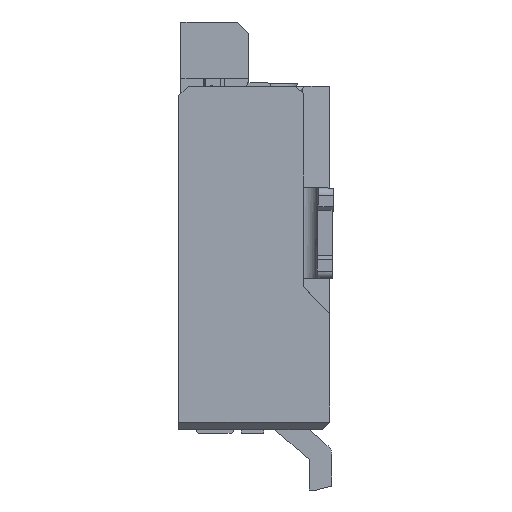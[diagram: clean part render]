
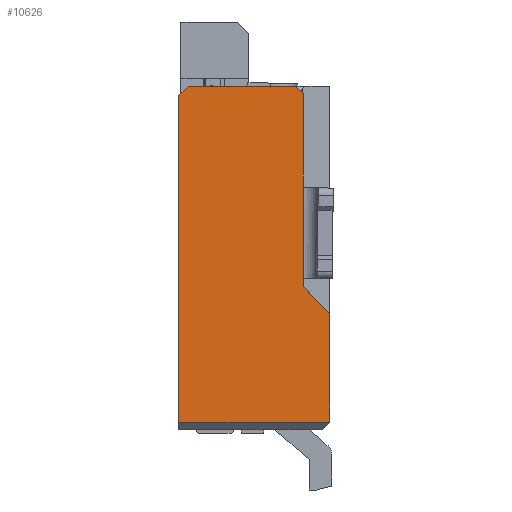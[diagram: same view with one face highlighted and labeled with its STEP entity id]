
A CAD part, left-side view. The second image highlights one B-rep face of the part: STEP entity #10626.
In plain terms, the highlighted planar face has unit normal (-1, 0, 0).
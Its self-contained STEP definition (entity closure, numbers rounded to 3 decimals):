
#2201 = EDGE_LOOP ( 'NONE', ( #64287, #64289, #64291, #64293, #64295, #64297, #64299, #64301, #64303 ) ) ;
#10626 = ADVANCED_FACE ( 'NONE', ( #15345 ), #18949, .T. ) ;
#15345 = FACE_OUTER_BOUND ( 'NONE', #2201, .T. ) ;
#17407 = AXIS2_PLACEMENT_3D ( 'NONE', #18952, #18958, #18959 ) ;
#18949 = PLANE ( 'NONE',  #17407 ) ;
#18952 = CARTESIAN_POINT ( 'NONE',  ( -12.34, -1.95, 2.58 ) ) ;
#18958 = DIRECTION ( 'NONE',  ( -1., 0., 0. ) ) ;
#18959 = DIRECTION ( 'NONE',  ( 0., 0., -1. ) ) ;
#28054 = EDGE_CURVE ( 'NONE', #64080, #64079, #28601, .T. ) ;
#28601 = LINE ( 'NONE', #30531, #28603 ) ;
#28603 = VECTOR ( 'NONE', #30533, 1000. ) ;
#29080 = VERTEX_POINT ( 'NONE', #31507 ) ;
#29085 = VERTEX_POINT ( 'NONE', #31510 ) ;
#29254 = VERTEX_POINT ( 'NONE', #31604 ) ;
#29261 = VERTEX_POINT ( 'NONE', #31608 ) ;
#29263 = VERTEX_POINT ( 'NONE', #31609 ) ;
#29912 = LINE ( 'NONE', #32282, #29913 ) ;
#29913 = VECTOR ( 'NONE', #32283, 1000. ) ;
#29916 = LINE ( 'NONE', #32286, #29917 ) ;
#29917 = VECTOR ( 'NONE', #32287, 1000. ) ;
#30531 = CARTESIAN_POINT ( 'NONE',  ( -12.34, -0.055, 4.475 ) ) ;
#30533 = DIRECTION ( 'NONE',  ( 0., 0.707, -0.707 ) ) ;
#31507 = CARTESIAN_POINT ( 'NONE',  ( -12.34, -2., 1.55 ) ) ;
#31510 = CARTESIAN_POINT ( 'NONE',  ( -12.34, -1.65, 4.45 ) ) ;
#31604 = CARTESIAN_POINT ( 'NONE',  ( -12.34, -1.55, 4.55 ) ) ;
#31608 = CARTESIAN_POINT ( 'NONE',  ( -12.34, -1.98, 1.55 ) ) ;
#31609 = CARTESIAN_POINT ( 'NONE',  ( -12.34, -1.65, 1.897 ) ) ;
#32282 = CARTESIAN_POINT ( 'NONE',  ( -12.34, -1.65, 1.55 ) ) ;
#32283 = DIRECTION ( 'NONE',  ( 0., 0., 1. ) ) ;
#32286 = CARTESIAN_POINT ( 'NONE',  ( -12.34, -2.735, 3.365 ) ) ;
#32287 = DIRECTION ( 'NONE',  ( 0., 0.707, 0.707 ) ) ;
#35996 = CARTESIAN_POINT ( 'NONE',  ( -12.34, -1.98, 1.55 ) ) ;
#35997 = DIRECTION ( 'NONE',  ( 0., -0.689, -0.725 ) ) ;
#36012 = CARTESIAN_POINT ( 'NONE',  ( -12.34, -2., 1.55 ) ) ;
#36013 = DIRECTION ( 'NONE',  ( 0., -1., 0. ) ) ;
#36705 = LINE ( 'NONE', #35996, #36712 ) ;
#36712 = VECTOR ( 'NONE', #35997, 1000. ) ;
#36733 = LINE ( 'NONE', #36012, #36734 ) ;
#36734 = VECTOR ( 'NONE', #36013, 1000. ) ;
#40772 = LINE ( 'NONE', #41851, #40782 ) ;
#40782 = VECTOR ( 'NONE', #41868, 1000. ) ;
#40786 = LINE ( 'NONE', #41871, #40787 ) ;
#40787 = VECTOR ( 'NONE', #41872, 1000. ) ;
#40788 = LINE ( 'NONE', #41873, #40789 ) ;
#40789 = VECTOR ( 'NONE', #41874, 1000. ) ;
#40790 = LINE ( 'NONE', #41875, #40791 ) ;
#40791 = VECTOR ( 'NONE', #41876, 1000. ) ;
#41851 = CARTESIAN_POINT ( 'NONE',  ( -12.34, -2., 1.3 ) ) ;
#41868 = DIRECTION ( 'NONE',  ( 0., 0., -1. ) ) ;
#41871 = CARTESIAN_POINT ( 'NONE',  ( -12.34, 0., 2.48 ) ) ;
#41872 = DIRECTION ( 'NONE',  ( 0., 0., 1. ) ) ;
#41873 = CARTESIAN_POINT ( 'NONE',  ( -12.34, 0., 4.55 ) ) ;
#41874 = DIRECTION ( 'NONE',  ( 0., 1., 0. ) ) ;
#41875 = CARTESIAN_POINT ( 'NONE',  ( -12.34, -1.9, 0.1 ) ) ;
#41876 = DIRECTION ( 'NONE',  ( 0., -1., 0. ) ) ;
#44991 = CARTESIAN_POINT ( 'NONE',  ( -12.34, 0., 0.1 ) ) ;
#44992 = CARTESIAN_POINT ( 'NONE',  ( -12.34, -2., 0.1 ) ) ;
#45476 = CARTESIAN_POINT ( 'NONE',  ( -12.34, 0., 4.42 ) ) ;
#45477 = CARTESIAN_POINT ( 'NONE',  ( -12.34, -0.13, 4.55 ) ) ;
#56802 = EDGE_CURVE ( 'NONE', #29263, #29085, #29912, .T. ) ;
#56804 = EDGE_CURVE ( 'NONE', #29085, #29254, #29916, .T. ) ;
#58230 = EDGE_CURVE ( 'NONE', #29263, #29261, #36705, .T. ) ;
#58238 = EDGE_CURVE ( 'NONE', #29261, #29080, #36733, .T. ) ;
#62589 = EDGE_CURVE ( 'NONE', #29080, #63614, #40772, .T. ) ;
#62591 = EDGE_CURVE ( 'NONE', #63613, #64079, #40786, .T. ) ;
#62592 = EDGE_CURVE ( 'NONE', #29254, #64080, #40788, .T. ) ;
#62593 = EDGE_CURVE ( 'NONE', #63613, #63614, #40790, .T. ) ;
#63613 = VERTEX_POINT ( 'NONE', #44991 ) ;
#63614 = VERTEX_POINT ( 'NONE', #44992 ) ;
#64079 = VERTEX_POINT ( 'NONE', #45476 ) ;
#64080 = VERTEX_POINT ( 'NONE', #45477 ) ;
#64287 = ORIENTED_EDGE ( 'NONE', *, *, #58238, .F. ) ;
#64289 = ORIENTED_EDGE ( 'NONE', *, *, #58230, .F. ) ;
#64291 = ORIENTED_EDGE ( 'NONE', *, *, #56802, .T. ) ;
#64293 = ORIENTED_EDGE ( 'NONE', *, *, #56804, .T. ) ;
#64295 = ORIENTED_EDGE ( 'NONE', *, *, #62592, .T. ) ;
#64297 = ORIENTED_EDGE ( 'NONE', *, *, #28054, .T. ) ;
#64299 = ORIENTED_EDGE ( 'NONE', *, *, #62591, .F. ) ;
#64301 = ORIENTED_EDGE ( 'NONE', *, *, #62593, .T. ) ;
#64303 = ORIENTED_EDGE ( 'NONE', *, *, #62589, .F. ) ;
